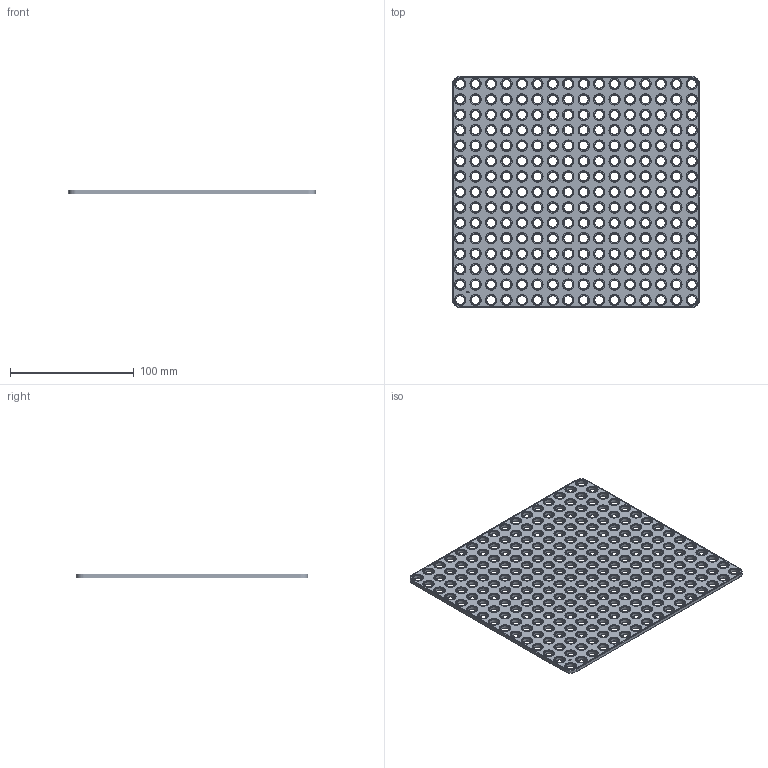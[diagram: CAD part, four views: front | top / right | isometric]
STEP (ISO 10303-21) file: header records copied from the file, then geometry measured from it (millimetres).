
FILE_DESCRIPTION(('FreeCAD Model'),'2;1');
FILE_NAME('Open CASCADE Shape Model','2024-10-08T23:22:14',(''),(''), 'Open CASCADE STEP processor 7.7','FreeCAD','Unknown');
FILE_SCHEMA(('AUTOMOTIVE_DESIGN { 1 0 10303 214 1 1 1 1 }'));
Length unit declared in the file: millimetre
Products named in the file (1): Plate RCT CRNR BU16x15x00.25 - SPN-PLT-0189 (stemfie.org)
Bounding box: 200 x 187.5 x 3.12 mm (x, y, z)
Volume: 83481.4 mm3; surface area: 74814.6 mm2
Topology: 1 solids, 1 shells, 1702 faces, 3782 edges, 2356 vertices
Faces by surface type: plane 564, cylinder 488, cone 488, extrusion 162
Full cylindrical faces by diameter (mm): 7 x240, 9.2 x240
Entity records: 48482 total; most frequent: CARTESIAN_POINT 9167, DIRECTION 8166, ORIENTED_EDGE 7564, EDGE_CURVE 3782, AXIS2_PLACEMENT_3D 3005, FACE_BOUND 2456, EDGE_LOOP 2456, VERTEX_POINT 2356
